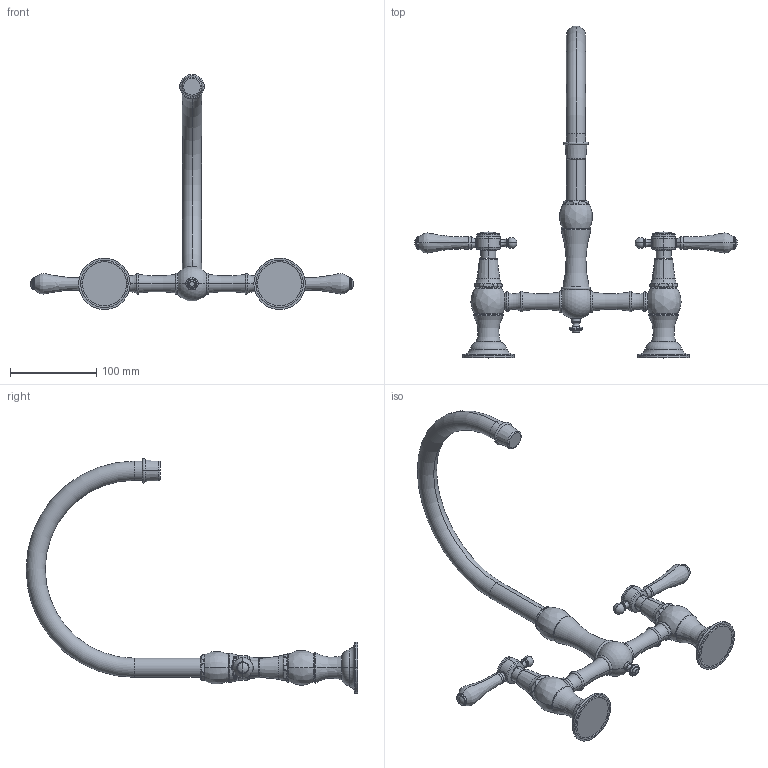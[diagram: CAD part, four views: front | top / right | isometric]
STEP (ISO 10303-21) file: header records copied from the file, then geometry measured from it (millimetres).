
FILE_DESCRIPTION((''),'2;1');
FILE_NAME('9457','2021-02-26T11:52:41',('rsmith'),(''),'CREO PARAMETRIC BY PTC INC, 2018400','CREO PARAMETRIC BY PTC INC, 2018400','');
FILE_SCHEMA(('AUTOMOTIVE_DESIGN { 1 0 10303 214 1 1 1 1 }'));
Length unit declared in the file: inch
Products named in the file (1): 9457
Bounding box: 374.52 x 384.9 x 272.67 mm (x, y, z)
Volume: 591916.6 mm3; surface area: 106391.9 mm2
Topology: 3 solids, 3 shells, 430 faces, 1009 edges, 606 vertices
Faces by surface type: plane 122, torus 118, cylinder 94, cone 42, sphere 26, bspline 16, extrusion 8, revolution 4
Entity records: 23129 total; most frequent: CARTESIAN_POINT 6073, DIRECTION 2253, ORIENTED_EDGE 1994, PRESENTATION_STYLE_ASSIGNMENT 1417, AXIS2_PLACEMENT_3D 1013, STYLED_ITEM 1004, CURVE_STYLE 1001, EDGE_CURVE 997
